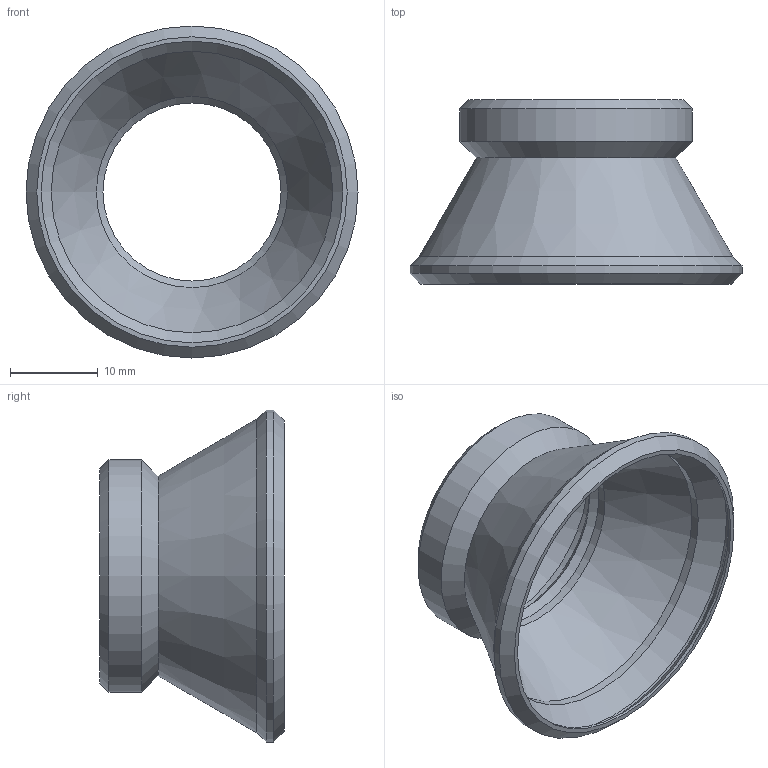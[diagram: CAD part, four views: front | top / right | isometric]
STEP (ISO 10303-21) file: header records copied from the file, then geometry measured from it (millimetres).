
FILE_DESCRIPTION(/* description */ (''),/* implementation_level */ '2;1');
FILE_NAME(/* name */ 'PadPal_ThermarestWindLockValve_V3.step',/* time_stamp */ '2022-07-09T18:04:33-07:00',/* author */ (''),/* organization */ (''),/* preprocessor_version */ 'ST-DEVELOPER v19',/* originating_system */ 'Autodesk Translation Framework v11.7.0.108',/* authorisation */ '');
FILE_SCHEMA (('AUTOMOTIVE_DESIGN { 1 0 10303 214 3 1 1 }'));
Length unit declared in the file: millimetre
Products named in the file (1): Thermarest WingLock Valve Addapter
Bounding box: 37.75 x 20.98 x 37.75 mm (x, y, z)
Volume: 1667.1 mm3; surface area: 4685.6 mm2
Topology: 1 solids, 1 shells, 22 faces, 42 edges, 22 vertices
Faces by surface type: cone 12, cylinder 8, plane 2
Full cylindrical faces by diameter (mm): 21.75 x1, 22.25 x1, 25.25 x1, 26.45 x1, 32 x1, 34.3 x1, 36.55 x1, 37.75 x1
Entity records: 588 total; most frequent: DIRECTION 110, CARTESIAN_POINT 87, ORIENTED_EDGE 84, AXIS2_PLACEMENT_3D 45, EDGE_CURVE 42, EDGE_LOOP 24, FACE_OUTER_BOUND 22, CIRCLE 22
